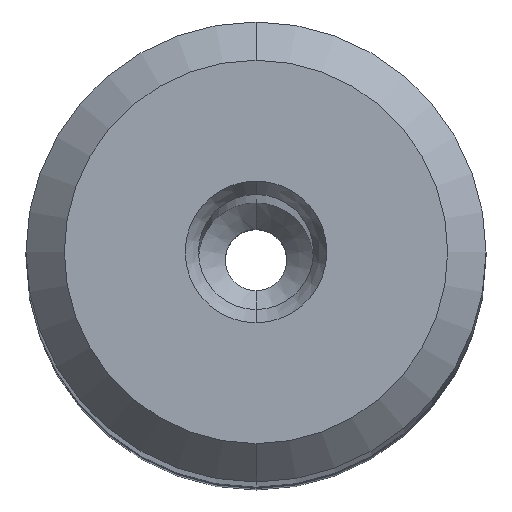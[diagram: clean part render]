
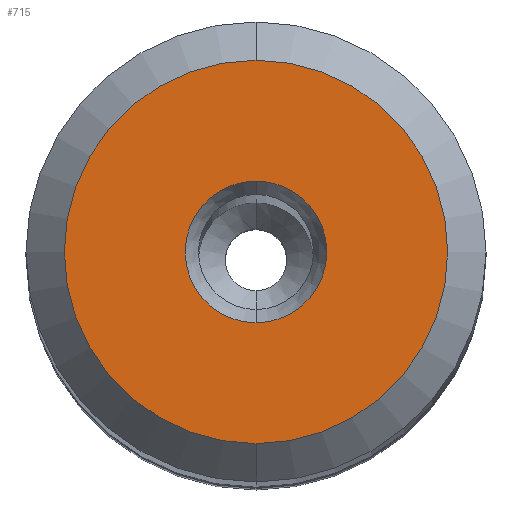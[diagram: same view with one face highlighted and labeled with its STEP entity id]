
A CAD part, top view. The second image highlights one B-rep face of the part: STEP entity #715.
In plain terms, the highlighted planar face has unit normal (0, 0, 1).
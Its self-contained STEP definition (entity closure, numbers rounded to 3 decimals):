
#130=CARTESIAN_POINT('',(0.,0.,0.));
#131=DIRECTION('',(0.,0.,1.));
#132=DIRECTION('',(0.,1.,0.));
#133=AXIS2_PLACEMENT_3D('',#130,#131,#132);
#138=CARTESIAN_POINT('',(0.,0.,0.));
#139=DIRECTION('',(0.,0.,-1.));
#140=DIRECTION('',(0.,1.,0.));
#141=AXIS2_PLACEMENT_3D('',#138,#139,#140);
#146=CARTESIAN_POINT('',(0.,0.,0.));
#147=DIRECTION('',(0.,0.,-1.));
#148=DIRECTION('',(0.,1.,0.));
#149=AXIS2_PLACEMENT_3D('',#146,#147,#148);
#154=CARTESIAN_POINT('',(0.,0.,0.));
#155=DIRECTION('',(0.,0.,-1.));
#156=DIRECTION('',(0.,-1.,0.));
#157=AXIS2_PLACEMENT_3D('',#154,#155,#156);
#543=CARTESIAN_POINT('',(0.,2.5,0.));
#545=VERTEX_POINT('',#543);
#547=CARTESIAN_POINT('',(0.,-2.5,0.));
#549=VERTEX_POINT('',#547);
#570=CARTESIAN_POINT('',(0.,0.923,0.));
#571=VERTEX_POINT('',#570);
#572=CARTESIAN_POINT('',(0.,-0.923,0.));
#573=VERTEX_POINT('',#572);
#700=CARTESIAN_POINT('',(0.,0.,0.));
#701=DIRECTION('',(0.,0.,-1.));
#702=DIRECTION('',(0.,-1.,0.));
#703=AXIS2_PLACEMENT_3D('',#700,#701,#702);
#704=PLANE('',#703);
#705=ORIENTED_EDGE('',*,*,#679,.F.);
#706=ORIENTED_EDGE('',*,*,#695,.T.);
#707=EDGE_LOOP('',(#705,#706));
#708=FACE_OUTER_BOUND('',#707,.F.);
#710=ORIENTED_EDGE('',*,*,#709,.F.);
#712=ORIENTED_EDGE('',*,*,#711,.F.);
#713=EDGE_LOOP('',(#710,#712));
#714=FACE_BOUND('',#713,.F.);
#134=CIRCLE('',#133,2.5);
#142=CIRCLE('',#141,2.5);
#150=CIRCLE('',#149,0.923);
#158=CIRCLE('',#157,0.923);
#679=EDGE_CURVE('',#545,#549,#134,.T.);
#695=EDGE_CURVE('',#545,#549,#142,.T.);
#709=EDGE_CURVE('',#571,#573,#150,.T.);
#711=EDGE_CURVE('',#573,#571,#158,.T.);
#715=ADVANCED_FACE('',(#708,#714),#704,.F.);
